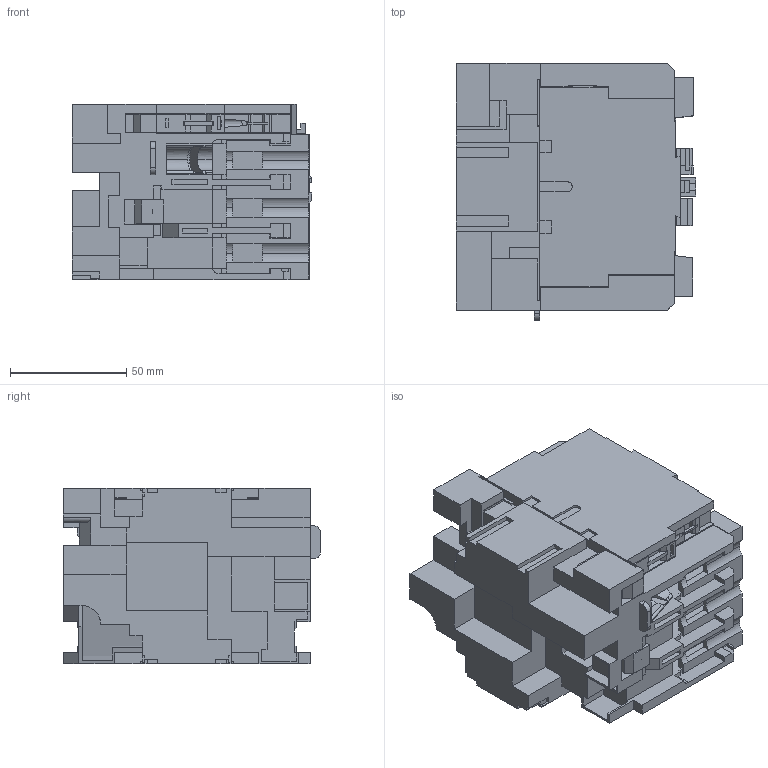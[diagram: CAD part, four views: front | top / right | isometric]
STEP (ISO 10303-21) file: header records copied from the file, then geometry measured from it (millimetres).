
FILE_DESCRIPTION (( 'STEP AP214' ), '1' );
FILE_NAME ('BLC1D9511-Q7.STEP', '2022-09-23T11:16:31', ( '' ), ( '' ), 'SwSTEP 2.0', 'SolidWorks 2021', '' );
FILE_SCHEMA (( 'AUTOMOTIVE_DESIGN' ));
Length unit declared in the file: millimetre
Products named in the file (1): BLC1D9511-Q7
Bounding box: 103.25 x 110.7 x 75.5 mm (x, y, z)
Volume: 573691.8 mm3; surface area: 95453.7 mm2
Topology: 2 solids, 3 shells, 993 faces, 2882 edges, 1886 vertices
Faces by surface type: plane 897, cylinder 89, bspline 5, cone 2
Entity records: 32450 total; most frequent: CARTESIAN_POINT 6107, ORIENTED_EDGE 5764, DIRECTION 5011, EDGE_CURVE 2882, VECTOR 2651, LINE 2651, VERTEX_POINT 1886, AXIS2_PLACEMENT_3D 1180
